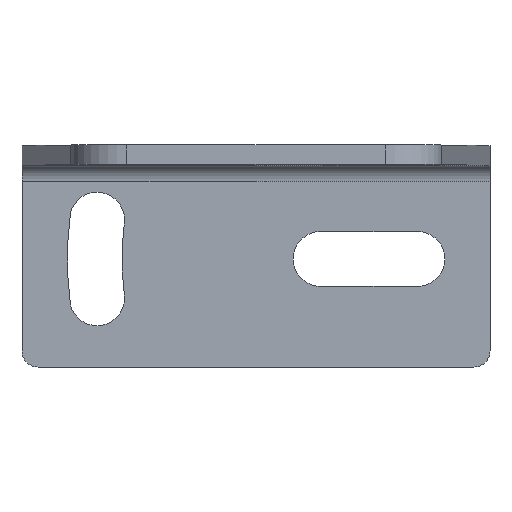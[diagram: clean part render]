
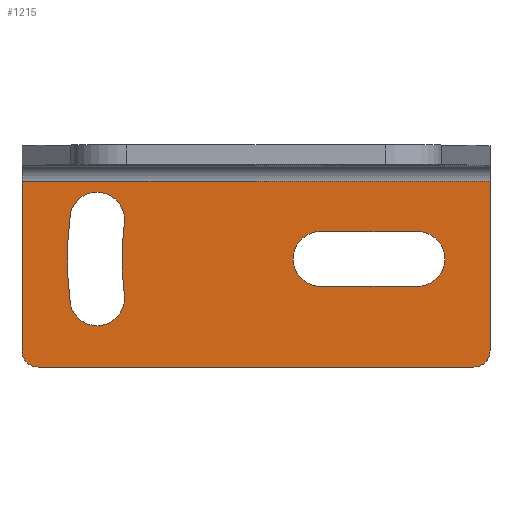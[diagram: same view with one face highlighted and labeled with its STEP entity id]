
A CAD part, top view. The second image highlights one B-rep face of the part: STEP entity #1215.
In plain terms, the highlighted planar face has unit normal (0, 0, 1).
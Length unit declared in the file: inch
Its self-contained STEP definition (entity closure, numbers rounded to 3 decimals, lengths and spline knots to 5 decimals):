
#2 = CARTESIAN_POINT ( 'NONE',  ( -0.3209, 0.09005, 0.04724 ) ) ;
#3 = CARTESIAN_POINT ( 'NONE',  ( 0.3937, -0.07283, 0.04724 ) ) ;
#17 = EDGE_LOOP ( 'NONE', ( #316, #367, #1421, #852, #668, #1377 ) ) ;
#36 = LINE ( 'NONE', #1354, #519 ) ;
#42 = DIRECTION ( 'NONE',  ( 1., 0., 0. ) ) ;
#82 = DIRECTION ( 'NONE',  ( 0., 1., 0. ) ) ;
#98 = VERTEX_POINT ( 'NONE', #102 ) ;
#102 = CARTESIAN_POINT ( 'NONE',  ( -0.45277, 0.10625, 0.04724 ) ) ;
#106 = EDGE_CURVE ( 'NONE', #313, #1146, #1363, .T. ) ;
#118 = DIRECTION ( 'NONE',  ( -1., 0., 0. ) ) ;
#131 = CARTESIAN_POINT ( 'NONE',  ( -0.57087, 0.18307, 0.04724 ) ) ;
#144 = AXIS2_PLACEMENT_3D ( 'NONE', #607, #1073, #598 ) ;
#157 = EDGE_CURVE ( 'NONE', #166, #706, #767, .T. ) ;
#166 = VERTEX_POINT ( 'NONE', #217 ) ;
#185 = CARTESIAN_POINT ( 'NONE',  ( -0.57087, -0.26969, 0.04724 ) ) ;
#203 = CIRCLE ( 'NONE', #587, 0.06693 ) ;
#217 = CARTESIAN_POINT ( 'NONE',  ( -0.5315, -0.26969, 0.04724 ) ) ;
#219 = DIRECTION ( 'NONE',  ( 1., 0., 0. ) ) ;
#226 = AXIS2_PLACEMENT_3D ( 'NONE', #586, #1280, #1392 ) ;
#235 = CIRCLE ( 'NONE', #1493, 0.06693 ) ;
#242 = EDGE_CURVE ( 'NONE', #1146, #503, #1379, .T. ) ;
#253 = VERTEX_POINT ( 'NONE', #3 ) ;
#255 = CARTESIAN_POINT ( 'NONE',  ( 0.46063, -0.00591, 0.04724 ) ) ;
#264 = DIRECTION ( 'NONE',  ( 0., 0., 1. ) ) ;
#271 = CIRCLE ( 'NONE', #1487, 0.06693 ) ;
#276 = VECTOR ( 'NONE', #346, 39.37008 ) ;
#295 = CARTESIAN_POINT ( 'NONE',  ( 0.3937, -0.00591, 0.04724 ) ) ;
#296 = EDGE_CURVE ( 'NONE', #1401, #843, #1272, .T. ) ;
#299 = CARTESIAN_POINT ( 'NONE',  ( 0., -0.07283, 0.04724 ) ) ;
#301 = DIRECTION ( 'NONE',  ( 1., 0., 0. ) ) ;
#310 = CIRCLE ( 'NONE', #883, 0.06693 ) ;
#313 = VERTEX_POINT ( 'NONE', #912 ) ;
#316 = ORIENTED_EDGE ( 'NONE', *, *, #1141, .F. ) ;
#346 = DIRECTION ( 'NONE',  ( 0., -1., 0. ) ) ;
#348 = ORIENTED_EDGE ( 'NONE', *, *, #1471, .T. ) ;
#367 = ORIENTED_EDGE ( 'NONE', *, *, #1062, .F. ) ;
#383 = DIRECTION ( 'NONE',  ( 0., 0., 1. ) ) ;
#390 = EDGE_CURVE ( 'NONE', #1022, #1476, #601, .T. ) ;
#392 = ORIENTED_EDGE ( 'NONE', *, *, #157, .F. ) ;
#393 = CARTESIAN_POINT ( 'NONE',  ( -0.3214, 0.0819, 0.04724 ) ) ;
#414 = DIRECTION ( 'NONE',  ( -1., 0., 0. ) ) ;
#415 = LINE ( 'NONE', #1508, #435 ) ;
#423 = DIRECTION ( 'NONE',  ( -1., 0., 0. ) ) ;
#435 = VECTOR ( 'NONE', #118, 39.37008 ) ;
#449 = DIRECTION ( 'NONE',  ( 1., 0., 0. ) ) ;
#464 = ORIENTED_EDGE ( 'NONE', *, *, #753, .F. ) ;
#472 = ORIENTED_EDGE ( 'NONE', *, *, #1284, .F. ) ;
#476 = VERTEX_POINT ( 'NONE', #1198 ) ;
#484 = PLANE ( 'NONE',  #1009 ) ;
#490 = VERTEX_POINT ( 'NONE', #255 ) ;
#492 = ORIENTED_EDGE ( 'NONE', *, *, #1465, .F. ) ;
#494 = DIRECTION ( 'NONE',  ( 0., 0., 1. ) ) ;
#496 = LINE ( 'NONE', #299, #1071 ) ;
#503 = VERTEX_POINT ( 'NONE', #1083 ) ;
#519 = VECTOR ( 'NONE', #423, 39.37008 ) ;
#523 = CARTESIAN_POINT ( 'NONE',  ( 0.3937, -0.00591, 0.04724 ) ) ;
#528 = DIRECTION ( 'NONE',  ( 1., 0., 0. ) ) ;
#543 = CIRCLE ( 'NONE', #853, 0.06693 ) ;
#561 = DIRECTION ( 'NONE',  ( 1., 0., 0. ) ) ;
#564 = DIRECTION ( 'NONE',  ( 0., 0., 1. ) ) ;
#586 = CARTESIAN_POINT ( 'NONE',  ( -0.5315, -0.23031, 0.04724 ) ) ;
#587 = AXIS2_PLACEMENT_3D ( 'NONE', #801, #564, #219 ) ;
#598 = DIRECTION ( 'NONE',  ( 1., 0., 0. ) ) ;
#601 = CIRCLE ( 'NONE', #935, 0.06693 ) ;
#607 = CARTESIAN_POINT ( 'NONE',  ( 0.5315, -0.23031, 0.04724 ) ) ;
#611 = FACE_OUTER_BOUND ( 'NONE', #1070, .T. ) ;
#619 = CARTESIAN_POINT ( 'NONE',  ( -0.3214, -0.09371, 0.04724 ) ) ;
#632 = ORIENTED_EDGE ( 'NONE', *, *, #242, .F. ) ;
#638 = AXIS2_PLACEMENT_3D ( 'NONE', #295, #1135, #301 ) ;
#668 = ORIENTED_EDGE ( 'NONE', *, *, #791, .F. ) ;
#677 = ORIENTED_EDGE ( 'NONE', *, *, #939, .F. ) ;
#686 = EDGE_CURVE ( 'NONE', #1369, #476, #415, .T. ) ;
#692 = VERTEX_POINT ( 'NONE', #2 ) ;
#693 = LINE ( 'NONE', #1116, #983 ) ;
#706 = VERTEX_POINT ( 'NONE', #1064 ) ;
#740 = DIRECTION ( 'NONE',  ( 0., 0., 1. ) ) ;
#741 = DIRECTION ( 'NONE',  ( 1., 0., 0. ) ) ;
#748 = CIRCLE ( 'NONE', #949, 0.06693 ) ;
#751 = CARTESIAN_POINT ( 'NONE',  ( 0.15748, -0.07283, 0.04724 ) ) ;
#753 = EDGE_CURVE ( 'NONE', #476, #1351, #203, .T. ) ;
#767 = CIRCLE ( 'NONE', #226, 0.03937 ) ;
#791 = EDGE_CURVE ( 'NONE', #1476, #1401, #235, .T. ) ;
#796 = CARTESIAN_POINT ( 'NONE',  ( 0.3937, -0.00591, 0.04724 ) ) ;
#801 = CARTESIAN_POINT ( 'NONE',  ( 0.15748, -0.00591, 0.04724 ) ) ;
#837 = LINE ( 'NONE', #185, #874 ) ;
#843 = VERTEX_POINT ( 'NONE', #393 ) ;
#852 = ORIENTED_EDGE ( 'NONE', *, *, #296, .F. ) ;
#853 = AXIS2_PLACEMENT_3D ( 'NONE', #523, #264, #879 ) ;
#874 = VECTOR ( 'NONE', #82, 39.37008 ) ;
#879 = DIRECTION ( 'NONE',  ( 1., 0., 0. ) ) ;
#883 = AXIS2_PLACEMENT_3D ( 'NONE', #1415, #494, #741 ) ;
#912 = CARTESIAN_POINT ( 'NONE',  ( 0.57087, 0.18307, 0.04724 ) ) ;
#918 = DIRECTION ( 'NONE',  ( 0., 0., -1. ) ) ;
#932 = CIRCLE ( 'NONE', #638, 0.85387 ) ;
#935 = AXIS2_PLACEMENT_3D ( 'NONE', #968, #740, #449 ) ;
#939 = EDGE_CURVE ( 'NONE', #706, #1213, #837, .T. ) ;
#942 = ORIENTED_EDGE ( 'NONE', *, *, #106, .F. ) ;
#949 = AXIS2_PLACEMENT_3D ( 'NONE', #1090, #383, #1323 ) ;
#968 = CARTESIAN_POINT ( 'NONE',  ( -0.38783, -0.10187, 0.04724 ) ) ;
#969 = DIRECTION ( 'NONE',  ( -1., 0., 0. ) ) ;
#983 = VECTOR ( 'NONE', #414, 39.37008 ) ;
#994 = CARTESIAN_POINT ( 'NONE',  ( 0.3937, 0.06102, 0.04724 ) ) ;
#1006 = CARTESIAN_POINT ( 'NONE',  ( -0.38783, 0.09005, 0.04724 ) ) ;
#1009 = AXIS2_PLACEMENT_3D ( 'NONE', #1405, #1187, #969 ) ;
#1022 = VERTEX_POINT ( 'NONE', #1358 ) ;
#1030 = ORIENTED_EDGE ( 'NONE', *, *, #686, .F. ) ;
#1038 = EDGE_CURVE ( 'NONE', #503, #166, #36, .T. ) ;
#1062 = EDGE_CURVE ( 'NONE', #692, #98, #271, .T. ) ;
#1064 = CARTESIAN_POINT ( 'NONE',  ( -0.57087, -0.23031, 0.04724 ) ) ;
#1068 = EDGE_LOOP ( 'NONE', ( #464, #1030, #1108, #472, #492 ) ) ;
#1070 = EDGE_LOOP ( 'NONE', ( #632, #942, #348, #677, #392, #1413 ) ) ;
#1071 = VECTOR ( 'NONE', #1229, 39.37008 ) ;
#1073 = DIRECTION ( 'NONE',  ( 0., 0., -1. ) ) ;
#1083 = CARTESIAN_POINT ( 'NONE',  ( 0.5315, -0.26969, 0.04724 ) ) ;
#1090 = CARTESIAN_POINT ( 'NONE',  ( -0.38783, 0.09005, 0.04724 ) ) ;
#1108 = ORIENTED_EDGE ( 'NONE', *, *, #1346, .F. ) ;
#1116 = CARTESIAN_POINT ( 'NONE',  ( -0.57087, 0.18307, 0.04724 ) ) ;
#1119 = CARTESIAN_POINT ( 'NONE',  ( 0.57087, -0.23031, 0.04724 ) ) ;
#1121 = DIRECTION ( 'NONE',  ( 0., 0., 1. ) ) ;
#1131 = DIRECTION ( 'NONE',  ( 0., 0., 1. ) ) ;
#1135 = DIRECTION ( 'NONE',  ( 0., 0., 1. ) ) ;
#1141 = EDGE_CURVE ( 'NONE', #98, #1022, #932, .T. ) ;
#1146 = VERTEX_POINT ( 'NONE', #1119 ) ;
#1187 = DIRECTION ( 'NONE',  ( 0., 0., -1. ) ) ;
#1198 = CARTESIAN_POINT ( 'NONE',  ( 0.15748, 0.06102, 0.04724 ) ) ;
#1213 = VERTEX_POINT ( 'NONE', #131 ) ;
#1215 = ADVANCED_FACE ( 'NONE', ( #611, #1425, #1462 ), #484, .F. ) ;
#1229 = DIRECTION ( 'NONE',  ( 1., 0., 0. ) ) ;
#1270 = CARTESIAN_POINT ( 'NONE',  ( 0.57087, 0.26969, 0.04724 ) ) ;
#1272 = CIRCLE ( 'NONE', #1312, 0.72047 ) ;
#1280 = DIRECTION ( 'NONE',  ( 0., 0., -1. ) ) ;
#1284 = EDGE_CURVE ( 'NONE', #253, #490, #310, .T. ) ;
#1312 = AXIS2_PLACEMENT_3D ( 'NONE', #796, #918, #561 ) ;
#1323 = DIRECTION ( 'NONE',  ( 1., 0., 0. ) ) ;
#1346 = EDGE_CURVE ( 'NONE', #490, #1369, #543, .T. ) ;
#1351 = VERTEX_POINT ( 'NONE', #751 ) ;
#1354 = CARTESIAN_POINT ( 'NONE',  ( 0., -0.26969, 0.04724 ) ) ;
#1358 = CARTESIAN_POINT ( 'NONE',  ( -0.45277, -0.11806, 0.04724 ) ) ;
#1363 = LINE ( 'NONE', #1270, #276 ) ;
#1369 = VERTEX_POINT ( 'NONE', #994 ) ;
#1375 = EDGE_CURVE ( 'NONE', #843, #692, #748, .T. ) ;
#1377 = ORIENTED_EDGE ( 'NONE', *, *, #390, .F. ) ;
#1379 = CIRCLE ( 'NONE', #144, 0.03937 ) ;
#1392 = DIRECTION ( 'NONE',  ( 1., 0., 0. ) ) ;
#1401 = VERTEX_POINT ( 'NONE', #619 ) ;
#1405 = CARTESIAN_POINT ( 'NONE',  ( 0., 0., 0.04724 ) ) ;
#1413 = ORIENTED_EDGE ( 'NONE', *, *, #1038, .F. ) ;
#1415 = CARTESIAN_POINT ( 'NONE',  ( 0.3937, -0.00591, 0.04724 ) ) ;
#1421 = ORIENTED_EDGE ( 'NONE', *, *, #1375, .F. ) ;
#1425 = FACE_BOUND ( 'NONE', #1068, .T. ) ;
#1449 = CARTESIAN_POINT ( 'NONE',  ( -0.38783, -0.10187, 0.04724 ) ) ;
#1462 = FACE_BOUND ( 'NONE', #17, .T. ) ;
#1465 = EDGE_CURVE ( 'NONE', #1351, #253, #496, .T. ) ;
#1469 = CARTESIAN_POINT ( 'NONE',  ( -0.3209, -0.10187, 0.04724 ) ) ;
#1471 = EDGE_CURVE ( 'NONE', #313, #1213, #693, .T. ) ;
#1476 = VERTEX_POINT ( 'NONE', #1469 ) ;
#1487 = AXIS2_PLACEMENT_3D ( 'NONE', #1006, #1131, #528 ) ;
#1493 = AXIS2_PLACEMENT_3D ( 'NONE', #1449, #1121, #42 ) ;
#1508 = CARTESIAN_POINT ( 'NONE',  ( 0., 0.06102, 0.04724 ) ) ;
